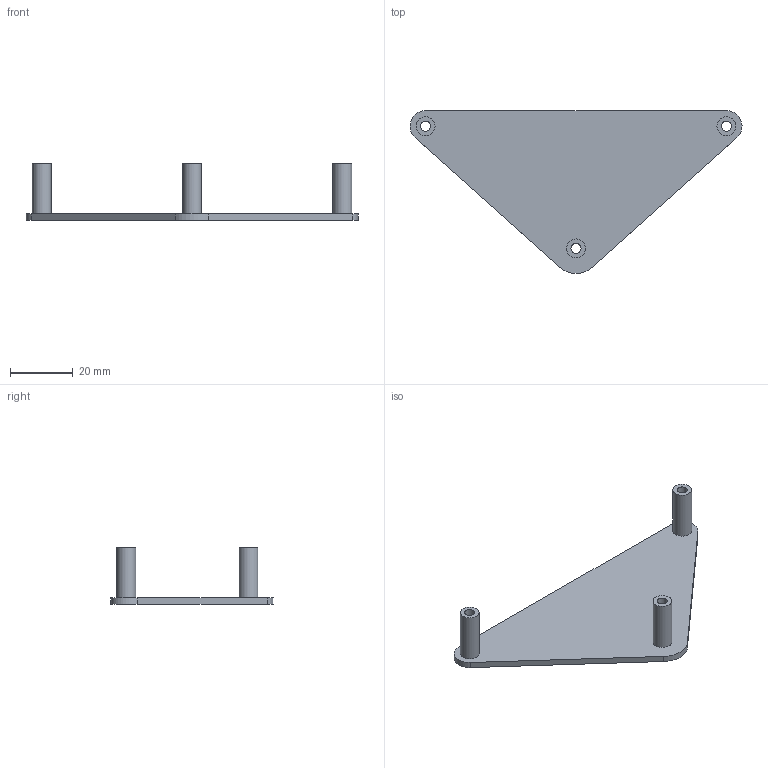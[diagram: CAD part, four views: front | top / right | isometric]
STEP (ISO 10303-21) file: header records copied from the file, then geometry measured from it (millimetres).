
FILE_DESCRIPTION(('FreeCAD Model'),'2;1');
FILE_NAME('Open CASCADE Shape Model','2023-10-11T01:00:54',(''),(''), 'Open CASCADE STEP processor 7.5','FreeCAD','Unknown');
FILE_SCHEMA(('AUTOMOTIVE_DESIGN { 1 0 10303 214 1 1 1 1 }'));
Length unit declared in the file: millimetre
Products named in the file (1): T07_controller_standoff
Bounding box: 106 x 51.97 x 18 mm (x, y, z)
Volume: 7447.1 mm3; surface area: 8434.3 mm2
Topology: 1 solids, 1 shells, 17 faces, 36 edges, 24 vertices
Faces by surface type: cylinder 9, plane 8
Full cylindrical faces by diameter (mm): 3.2 x3, 6 x3
Entity records: 988 total; most frequent: CARTESIAN_POINT 186, DIRECTION 156, ORIENTED_EDGE 72, LINE 72, VECTOR 72, PCURVE 72, DEFINITIONAL_REPRESENTATION 72, AXIS2_PLACEMENT_3D 36
